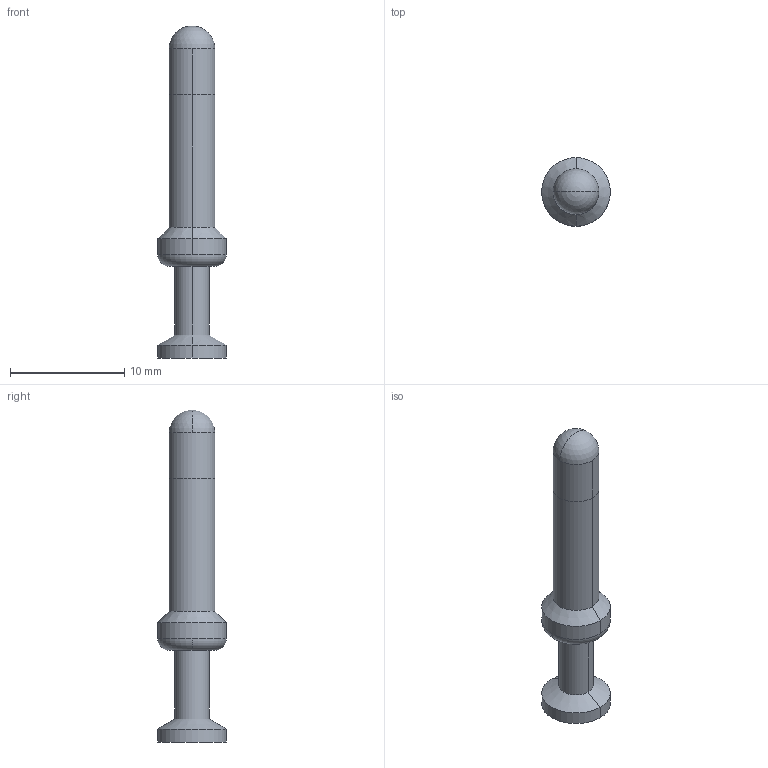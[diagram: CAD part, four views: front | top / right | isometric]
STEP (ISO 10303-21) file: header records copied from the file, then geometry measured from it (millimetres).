
FILE_DESCRIPTION(('Creo Elements/Direct Modeling STEP Export'),'2;1');
FILE_NAME('0ln7uvk4pr4scb43496','2019-03-22T 9:49:34',(''),(''),'PTC Creo Elements/Direct Modeling STEP processor for AP214 (Solid Model)','PTC Creo Elements/Direct Modeling 19.0E 27-Jun-2016 (C) Parametric Technology GmbH','');
FILE_SCHEMA(('AUTOMOTIVE_DESIGN { 1 0 10303 214 1 1 1 1 }'));
Length unit declared in the file: millimetre
Products named in the file (2): RXM2D_1-5
Assembly tree (1 placements, depth 2):
  RXM2D_1-5
    RXM2D_1-5
Bounding box: 6 x 6 x 29 mm (x, y, z)
Volume: 357.4 mm3; surface area: 481.7 mm2
Topology: 1 solids, 1 shells, 25 faces, 60 edges, 37 vertices
Faces by surface type: cylinder 12, cone 6, plane 3, sphere 2, torus 2
Entity records: 647 total; most frequent: ORIENTED_EDGE 116, DIRECTION 100, CARTESIAN_POINT 96, EDGE_CURVE 58, AXIS2_PLACEMENT_3D 41, VERTEX_POINT 37, EDGE_LOOP 27, FACE_OUTER_BOUND 25
